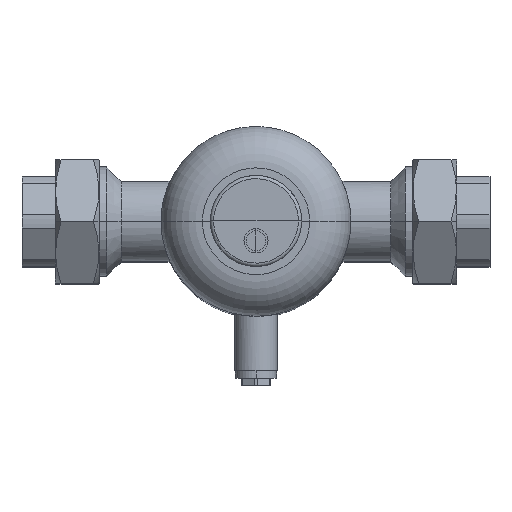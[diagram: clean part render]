
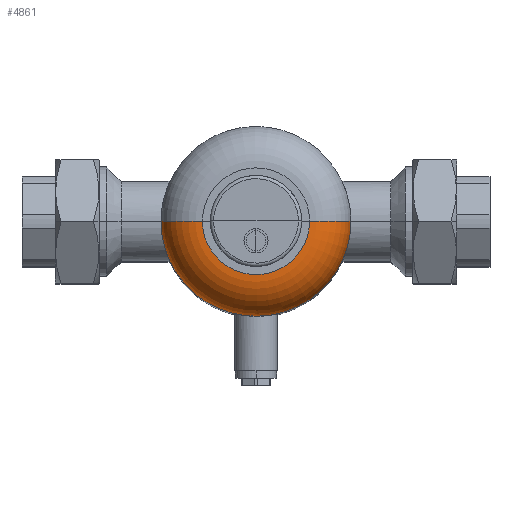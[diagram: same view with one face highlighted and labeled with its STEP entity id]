
A CAD part, top view. The second image highlights one B-rep face of the part: STEP entity #4861.
In plain terms, the highlighted toroidal (fillet/blend) face has major radius 32.15 mm and minor radius 25 mm.
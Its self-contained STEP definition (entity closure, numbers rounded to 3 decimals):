
#63=TOROIDAL_SURFACE('',#5238,32.15,25.);
#96=B_SPLINE_CURVE_WITH_KNOTS('',3,(#7999,#8000,#8001,#8002,#8003,#8004,
#8005,#8006,#8007,#8008),.UNSPECIFIED.,.F.,.F.,(4,1,1,1,1,1,1,4),(0.,0.143,
0.286,0.429,0.571,0.714,
0.857,1.),.UNSPECIFIED.);
#100=B_SPLINE_CURVE_WITH_KNOTS('',3,(#8081,#8082,#8083,#8084,#8085,#8086,
#8087,#8088),.UNSPECIFIED.,.F.,.F.,(4,1,1,1,1,4),(0.,0.2,0.4,0.6,0.8,1.),
 .UNSPECIFIED.);
#420=FACE_OUTER_BOUND('',#742,.T.);
#742=EDGE_LOOP('',(#3446,#3447,#3448,#3449));
#1826=CIRCLE('',#5239,25.);
#1827=CIRCLE('',#5240,25.);
#2088=VERTEX_POINT('',#7997);
#2089=VERTEX_POINT('',#7998);
#2098=VERTEX_POINT('',#8079);
#2099=VERTEX_POINT('',#8080);
#2574=EDGE_CURVE('',#2088,#2089,#96,.T.);
#2598=EDGE_CURVE('',#2098,#2099,#100,.T.);
#2602=EDGE_CURVE('',#2098,#2089,#1826,.T.);
#2603=EDGE_CURVE('',#2088,#2099,#1827,.T.);
#3446=ORIENTED_EDGE('',*,*,#2602,.F.);
#3447=ORIENTED_EDGE('',*,*,#2598,.T.);
#3448=ORIENTED_EDGE('',*,*,#2603,.F.);
#3449=ORIENTED_EDGE('',*,*,#2574,.T.);
#4861=ADVANCED_FACE('',(#420),#63,.T.);
#5238=AXIS2_PLACEMENT_3D('',#8100,#5968,#5969);
#5239=AXIS2_PLACEMENT_3D('',#8101,#5970,#5971);
#5240=AXIS2_PLACEMENT_3D('',#8102,#5972,#5973);
#5968=DIRECTION('center_axis',(0.,0.,
1.));
#5969=DIRECTION('ref_axis',(1.,0.,0.));
#5970=DIRECTION('center_axis',(0.,1.,0.));
#5971=DIRECTION('ref_axis',(1.,0.,0.));
#5972=DIRECTION('center_axis',(0.,1.,0.));
#5973=DIRECTION('ref_axis',(0.,0.,
1.));
#7997=CARTESIAN_POINT('',(-57.15,0.,57.5));
#7998=CARTESIAN_POINT('',(57.15,0.,57.5));
#7999=CARTESIAN_POINT('Ctrl Pts',(-57.15,0.,
57.5));
#8000=CARTESIAN_POINT('Ctrl Pts',(-57.275,-8.608,57.5));
#8001=CARTESIAN_POINT('Ctrl Pts',(-53.19,-25.615,57.5));
#8002=CARTESIAN_POINT('Ctrl Pts',(-36.865,-46.214,57.5));
#8003=CARTESIAN_POINT('Ctrl Pts',(-13.146,-57.618,57.5));
#8004=CARTESIAN_POINT('Ctrl Pts',(13.146,-57.618,57.5));
#8005=CARTESIAN_POINT('Ctrl Pts',(36.865,-46.214,57.5));
#8006=CARTESIAN_POINT('Ctrl Pts',(53.19,-25.615,57.5));
#8007=CARTESIAN_POINT('Ctrl Pts',(57.275,-8.608,57.5));
#8008=CARTESIAN_POINT('Ctrl Pts',(57.15,0.,
57.5));
#8079=CARTESIAN_POINT('',(32.15,0.,82.5));
#8080=CARTESIAN_POINT('',(-32.15,0.,82.5));
#8081=CARTESIAN_POINT('Ctrl Pts',(32.15,0.,82.5));
#8082=CARTESIAN_POINT('Ctrl Pts',(32.388,-6.907,82.5));
#8083=CARTESIAN_POINT('Ctrl Pts',(27.666,-20.1,82.5));
#8084=CARTESIAN_POINT('Ctrl Pts',(10.648,-32.672,82.5));
#8085=CARTESIAN_POINT('Ctrl Pts',(-10.648,-32.672,82.5));
#8086=CARTESIAN_POINT('Ctrl Pts',(-27.666,-20.1,82.5));
#8087=CARTESIAN_POINT('Ctrl Pts',(-32.388,-6.907,82.5));
#8088=CARTESIAN_POINT('Ctrl Pts',(-32.15,0.,
82.5));
#8100=CARTESIAN_POINT('Origin',(0.,0.,
57.5));
#8101=CARTESIAN_POINT('Origin',(32.15,0.,
57.5));
#8102=CARTESIAN_POINT('Origin',(-32.15,0.,
57.5));
